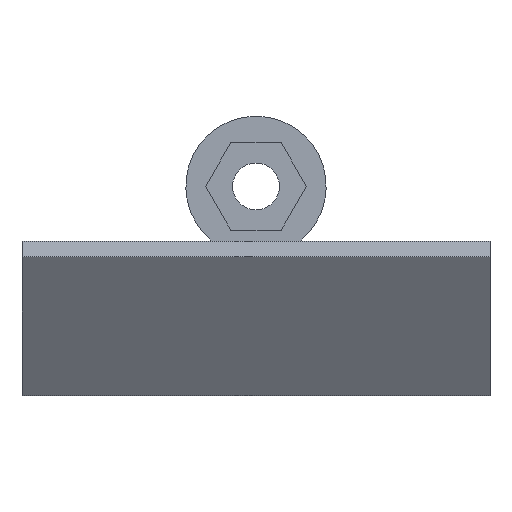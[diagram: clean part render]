
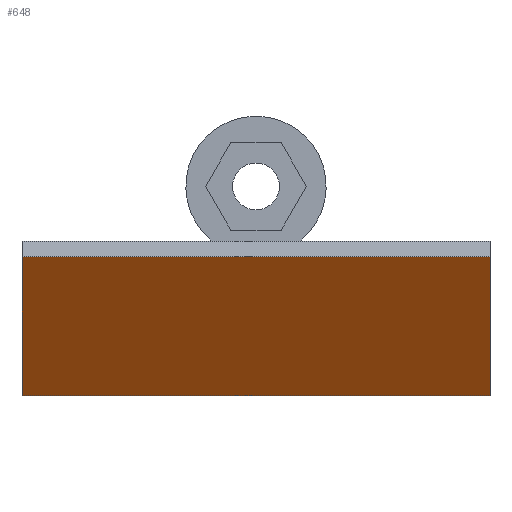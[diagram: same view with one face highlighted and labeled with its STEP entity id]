
A CAD part, left-side view. The second image highlights one B-rep face of the part: STEP entity #648.
In plain terms, the highlighted planar face has unit normal (-0.297, 0, -0.955).
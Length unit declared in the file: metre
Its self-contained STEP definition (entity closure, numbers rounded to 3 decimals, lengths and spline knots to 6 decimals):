
#14=LINE('',#962,#83);
#16=LINE('',#966,#85);
#17=LINE('',#968,#86);
#18=LINE('',#970,#87);
#83=VECTOR('',#769,1.);
#85=VECTOR('',#773,1.);
#86=VECTOR('',#774,1.);
#87=VECTOR('',#775,1.);
#151=PLANE('',#700);
#181=ORIENTED_EDGE('',*,*,#367,.T.);
#182=ORIENTED_EDGE('',*,*,#365,.T.);
#183=ORIENTED_EDGE('',*,*,#368,.F.);
#184=ORIENTED_EDGE('',*,*,#369,.F.);
#365=EDGE_CURVE('',#459,#458,#14,.T.);
#367=EDGE_CURVE('',#460,#459,#16,.T.);
#368=EDGE_CURVE('',#461,#458,#17,.T.);
#369=EDGE_CURVE('',#460,#461,#18,.T.);
#458=VERTEX_POINT('',#961);
#459=VERTEX_POINT('',#963);
#460=VERTEX_POINT('',#967);
#461=VERTEX_POINT('',#969);
#543=EDGE_LOOP('',(#181,#182,#183,#184));
#590=FACE_BOUND('',#543,.T.);
#648=ADVANCED_FACE('',(#590),#151,.F.);
#700=AXIS2_PLACEMENT_3D('',#965,#771,#772);
#769=DIRECTION('',(-0.955,0.,0.297));
#771=DIRECTION('',(0.297,0.,0.955));
#772=DIRECTION('',(0.955,0.,-0.297));
#773=DIRECTION('',(0.,-1.,0.));
#774=DIRECTION('',(0.,-1.,0.));
#775=DIRECTION('',(-0.955,0.,0.297));
#961=CARTESIAN_POINT('',(-0.01373,-0.015,0.209995));
#962=CARTESIAN_POINT('',(0.000594,-0.015,0.205542));
#963=CARTESIAN_POINT('',(0.014918,-0.015,0.20109));
#965=CARTESIAN_POINT('',(0.001529,0.,0.205252));
#966=CARTESIAN_POINT('',(0.014918,0.,0.20109));
#967=CARTESIAN_POINT('',(0.014918,0.015,0.20109));
#968=CARTESIAN_POINT('',(-0.01373,0.,0.209995));
#969=CARTESIAN_POINT('',(-0.01373,0.015,0.209995));
#970=CARTESIAN_POINT('',(0.000594,0.015,0.205542));
